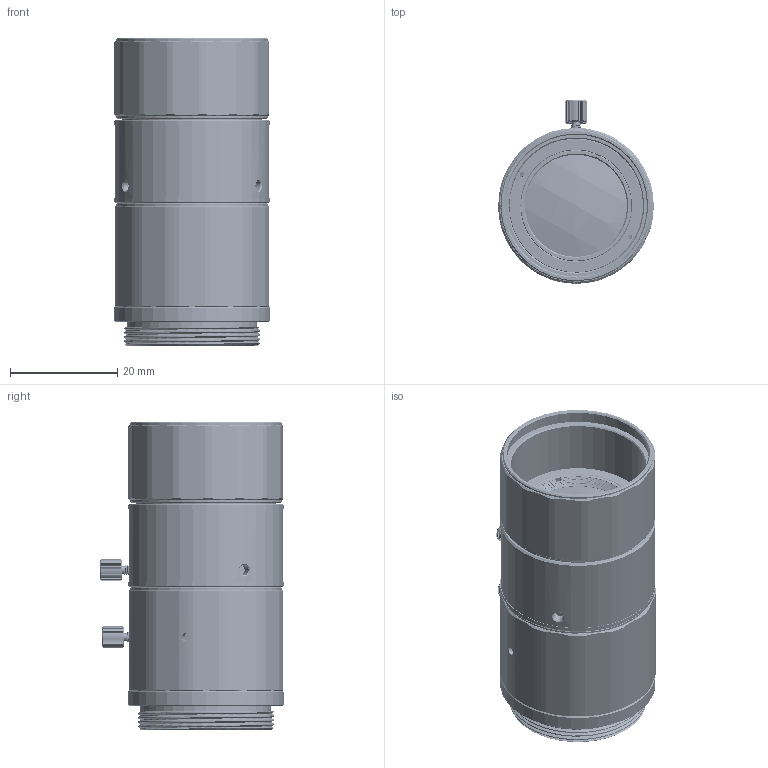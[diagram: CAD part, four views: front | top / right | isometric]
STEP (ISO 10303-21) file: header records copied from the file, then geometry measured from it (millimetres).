
FILE_DESCRIPTION (( 'STEP AP203' ), '1' );
FILE_NAME ('QM994350180軞蚾.STEP', '2021-05-19T07:22:07', ( '' ), ( '' ), 'SwSTEP 2.0', 'SolidWorks 2018', '' );
FILE_SCHEMA (( 'CONFIG_CONTROL_DESIGN' ));
Length unit declared in the file: millimetre
Products named in the file (29): QM98435018翋芠郪磁; QM919001602; QM919011800; QM910501805嫖覃遠; QM919001601驱动环导钉; QM910501802嘐隅芠; QM905018U02; QM910501808隔圈1; QM905018G01; QM919012000; QM994350180軞蚾; QM910501803昜擒遠; QM905018G04; QM910501809隔圈2; QM984350181光圈组件; QM910501807ѹȦ2; QM919001603; QM905018G06; QM910501806ѹȦ1; QM910501810驱动环; QM919001600眻輛絳砃隊; QM905018G03; QM910501804光圈底座; QM905018U04; QM905018G05; QM930010005ҶƬ; QM905018G02; QM910251804; QM910501801翋芠
Assembly tree (40 placements, depth 4):
  QM994350180軞蚾
    QM910501802嘐隅芠
    QM910501803昜擒遠
    QM910501805嫖覃遠
    QM98435018翋芠郪磁
      QM910501801翋芠
      QM905018U02
        QM905018G03
        QM905018G02
      QM905018G01
      QM910501808隔圈1
      QM910501806ѹȦ1
    QM984350181光圈组件
      QM910501804光圈底座
      QM910501810驱动环
      QM930010005ҶƬ  x8
      QM919011800
    QM905018U04
      QM905018G05
      QM905018G04
    QM905018G06
    QM910501809隔圈2
    QM910501807ѹȦ2
    QM910251804
    QM919001603  x3
    QM919001602  x3
    QM919001601驱动环导钉
    QM919001600眻輛絳砃隊
    QM919012000  x2
Bounding box: 29 x 34.2 x 57.36 mm (x, y, z)
Volume: 25925.5 mm3; surface area: 34029.9 mm2
Topology: 36 solids, 36 shells, 2174 faces, 5596 edges, 3585 vertices
Faces by surface type: cylinder 854, plane 694, cone 485, bspline 95, sphere 26, torus 20
Entity records: 116380 total; most frequent: CARTESIAN_POINT 74143, ORIENTED_EDGE 8470, DIRECTION 7694, EDGE_CURVE 4235, AXIS2_PLACEMENT_3D 3101, VERTEX_POINT 2687, EDGE_LOOP 1802, FACE_OUTER_BOUND 1668
